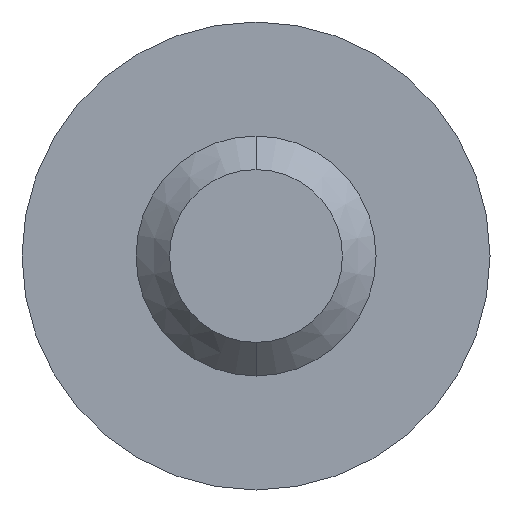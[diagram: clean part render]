
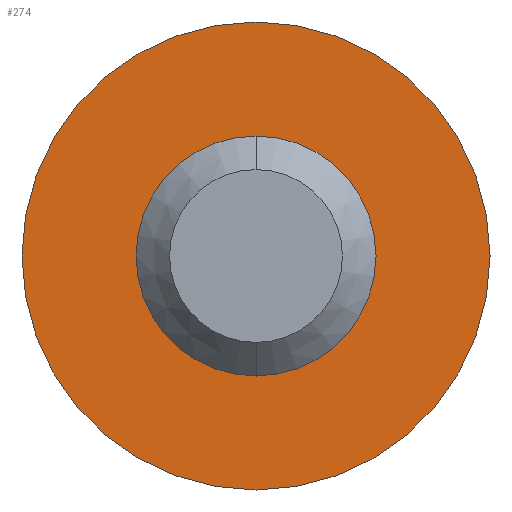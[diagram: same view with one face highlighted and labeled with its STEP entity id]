
A CAD part, front view. The second image highlights one B-rep face of the part: STEP entity #274.
In plain terms, the highlighted planar face has unit normal (0, -1, 0).
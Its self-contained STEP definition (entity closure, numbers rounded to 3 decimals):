
#27 = DIRECTION ( 'NONE',  ( 0., 1., 0. ) ) ;
#30 = CIRCLE ( 'NONE', #382, 2.5 ) ;
#38 = CARTESIAN_POINT ( 'NONE',  ( 0., -1.175, 0. ) ) ;
#88 = VERTEX_POINT ( 'NONE', #235 ) ;
#95 = ORIENTED_EDGE ( 'NONE', *, *, #284, .F. ) ;
#97 = DIRECTION ( 'NONE',  ( 0., 0., -1. ) ) ;
#115 = CIRCLE ( 'NONE', #391, 4.875 ) ;
#122 = CARTESIAN_POINT ( 'NONE',  ( 0., -1.175, 2.5 ) ) ;
#164 = CARTESIAN_POINT ( 'NONE',  ( 0., -1.175, 0. ) ) ;
#211 = EDGE_CURVE ( 'NONE', #390, #88, #691, .T. ) ;
#235 = CARTESIAN_POINT ( 'NONE',  ( 0., -1.175, 4.875 ) ) ;
#270 = CARTESIAN_POINT ( 'NONE',  ( 0., -1.175, -2.5 ) ) ;
#274 = ADVANCED_FACE ( 'NONE', ( #508, #772 ), #758, .F. ) ;
#284 = EDGE_CURVE ( 'NONE', #88, #390, #115, .T. ) ;
#294 = CIRCLE ( 'NONE', #759, 2.5 ) ;
#298 = EDGE_LOOP ( 'NONE', ( #426, #549 ) ) ;
#329 = ORIENTED_EDGE ( 'NONE', *, *, #211, .F. ) ;
#333 = DIRECTION ( 'NONE',  ( 0., 0., -1. ) ) ;
#348 = DIRECTION ( 'NONE',  ( 0., -1., 0. ) ) ;
#382 = AXIS2_PLACEMENT_3D ( 'NONE', #38, #780, #419 ) ;
#390 = VERTEX_POINT ( 'NONE', #591 ) ;
#391 = AXIS2_PLACEMENT_3D ( 'NONE', #597, #27, #97 ) ;
#394 = EDGE_CURVE ( 'NONE', #541, #741, #294, .T. ) ;
#397 = CARTESIAN_POINT ( 'NONE',  ( 0., -1.175, 0. ) ) ;
#419 = DIRECTION ( 'NONE',  ( 0., 0., -1. ) ) ;
#426 = ORIENTED_EDGE ( 'NONE', *, *, #727, .F. ) ;
#433 = EDGE_LOOP ( 'NONE', ( #329, #95 ) ) ;
#508 = FACE_BOUND ( 'NONE', #298, .T. ) ;
#541 = VERTEX_POINT ( 'NONE', #122 ) ;
#549 = ORIENTED_EDGE ( 'NONE', *, *, #394, .F. ) ;
#560 = AXIS2_PLACEMENT_3D ( 'NONE', #641, #697, #761 ) ;
#577 = DIRECTION ( 'NONE',  ( 0., 1., 0. ) ) ;
#591 = CARTESIAN_POINT ( 'NONE',  ( 0., -1.175, -4.875 ) ) ;
#597 = CARTESIAN_POINT ( 'NONE',  ( 0., -1.175, 0. ) ) ;
#641 = CARTESIAN_POINT ( 'NONE',  ( 0., -1.175, 0. ) ) ;
#688 = AXIS2_PLACEMENT_3D ( 'NONE', #397, #577, #333 ) ;
#691 = CIRCLE ( 'NONE', #688, 4.875 ) ;
#697 = DIRECTION ( 'NONE',  ( 0., 1., 0. ) ) ;
#727 = EDGE_CURVE ( 'NONE', #741, #541, #30, .T. ) ;
#741 = VERTEX_POINT ( 'NONE', #270 ) ;
#758 = PLANE ( 'NONE',  #560 ) ;
#759 = AXIS2_PLACEMENT_3D ( 'NONE', #164, #348, #782 ) ;
#761 = DIRECTION ( 'NONE',  ( 0., 0., 1. ) ) ;
#772 = FACE_OUTER_BOUND ( 'NONE', #433, .T. ) ;
#780 = DIRECTION ( 'NONE',  ( 0., -1., 0. ) ) ;
#782 = DIRECTION ( 'NONE',  ( 0., 0., -1. ) ) ;
